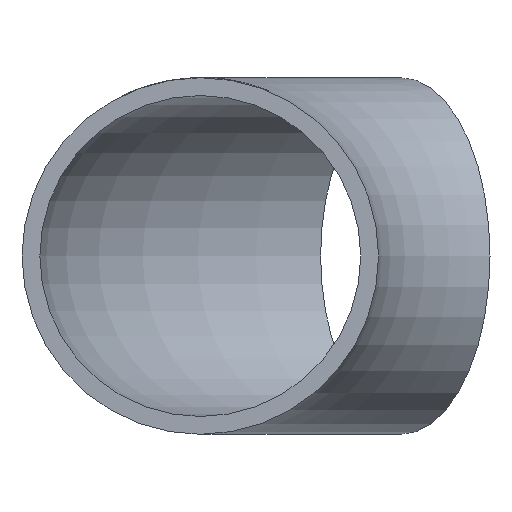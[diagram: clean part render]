
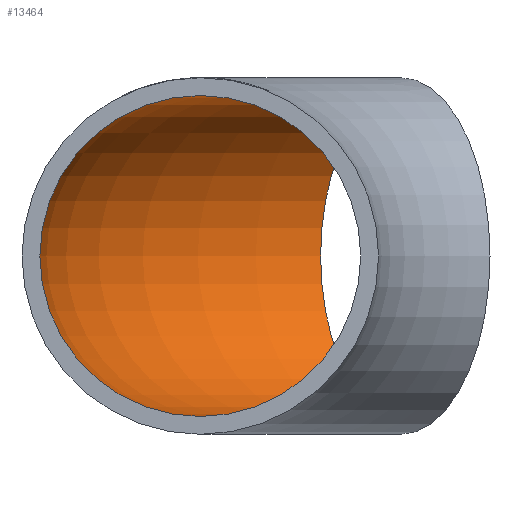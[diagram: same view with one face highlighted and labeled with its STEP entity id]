
A CAD part, front view. The second image highlights one B-rep face of the part: STEP entity #13464.
In plain terms, the highlighted toroidal (fillet/blend) face has major radius 45 mm and minor radius 18 mm.
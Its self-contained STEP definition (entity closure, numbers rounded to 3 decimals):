
#244 = CARTESIAN_POINT ( 'NONE',  ( -31.5, 54.56, 0. ) ) ;
#651 = AXIS2_PLACEMENT_3D ( 'NONE', #9501, #12207, #12290 ) ;
#996 = FACE_OUTER_BOUND ( 'NONE', #2339, .T. ) ;
#1494 = EDGE_LOOP ( 'NONE', ( #14890 ) ) ;
#1636 = VERTEX_POINT ( 'NONE', #8164 ) ;
#2339 = EDGE_LOOP ( 'NONE', ( #9576 ) ) ;
#2756 = DIRECTION ( 'NONE',  ( 0., 0., -1. ) ) ;
#5010 = FACE_OUTER_BOUND ( 'NONE', #1494, .T. ) ;
#6211 = CIRCLE ( 'NONE', #651, 18. ) ;
#6316 = CARTESIAN_POINT ( 'NONE',  ( 0., 0., 0. ) ) ;
#6481 = DIRECTION ( 'NONE',  ( -1., 0., 0. ) ) ;
#6519 = DIRECTION ( 'NONE',  ( 0., 1., 0. ) ) ;
#7186 = EDGE_CURVE ( 'NONE', #14600, #14600, #6211, .T. ) ;
#7750 = DIRECTION ( 'NONE',  ( 0., 0., 1. ) ) ;
#8164 = CARTESIAN_POINT ( 'NONE',  ( -45., 0., 18. ) ) ;
#9052 = CARTESIAN_POINT ( 'NONE',  ( -45., 0., 0. ) ) ;
#9501 = CARTESIAN_POINT ( 'NONE',  ( -22.5, 38.971, 0. ) ) ;
#9576 = ORIENTED_EDGE ( 'NONE', *, *, #7186, .T. ) ;
#12207 = DIRECTION ( 'NONE',  ( 0.866, 0.5, 0. ) ) ;
#12290 = DIRECTION ( 'NONE',  ( -0.5, 0.866, 0. ) ) ;
#13464 = ADVANCED_FACE ( 'NONE', ( #996, #5010 ), #16725, .F. ) ;
#13696 = CIRCLE ( 'NONE', #15898, 18. ) ;
#14124 = EDGE_CURVE ( 'NONE', #1636, #1636, #13696, .T. ) ;
#14600 = VERTEX_POINT ( 'NONE', #244 ) ;
#14890 = ORIENTED_EDGE ( 'NONE', *, *, #14124, .F. ) ;
#15898 = AXIS2_PLACEMENT_3D ( 'NONE', #9052, #6519, #7750 ) ;
#16725 = TOROIDAL_SURFACE ( 'NONE', #17000, 45., 18. ) ;
#17000 = AXIS2_PLACEMENT_3D ( 'NONE', #6316, #2756, #6481 ) ;
